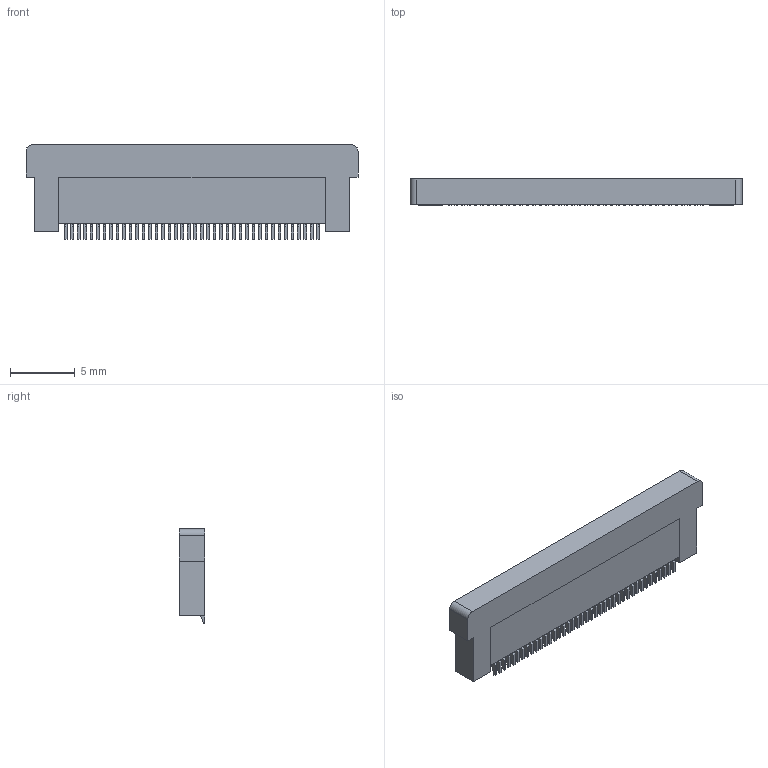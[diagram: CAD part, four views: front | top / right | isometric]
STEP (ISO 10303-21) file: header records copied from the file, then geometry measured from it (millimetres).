
FILE_DESCRIPTION((''),'2;1');
FILE_NAME('ER-CON40HT-1_ASM','2023-07-05T16:09:34',('tobia'),(''),'CREO PARAMETRIC BY PTC INC, 2022073','CREO PARAMETRIC BY PTC INC, 2022073','');
FILE_SCHEMA(('CONFIG_CONTROL_DESIGN'));
Length unit declared in the file: millimetre
Products named in the file (4): ER-CON40HT-1-CONTACT; ER-CON40HT-1-HOUSING; ER-CON40HT-1-LOEKER; ER-CON40HT-1_ASM
Assembly tree (42 placements, depth 2):
  ER-CON40HT-1_ASM
    ER-CON40HT-1-CONTACT  x40
    ER-CON40HT-1-HOUSING
    ER-CON40HT-1-LOEKER
Bounding box: 25.65 x 2 x 7.3 mm (x, y, z)
Volume: 330.2 mm3; surface area: 916.5 mm2
Topology: 42 solids, 42 shells, 902 faces, 2454 edges, 1636 vertices
Faces by surface type: plane 900, cylinder 2
Entity records: 1742 total; most frequent: DIRECTION 298, CARTESIAN_POINT 280, ORIENTED_EDGE 228, EDGE_CURVE 114, VECTOR 110, LINE 110, AXIS2_PLACEMENT_3D 94, VERTEX_POINT 76
